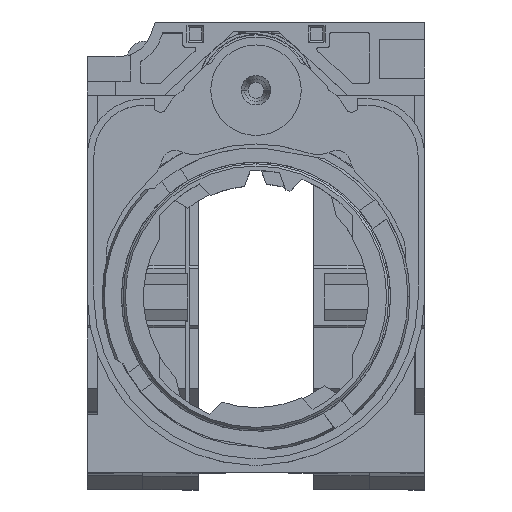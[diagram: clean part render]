
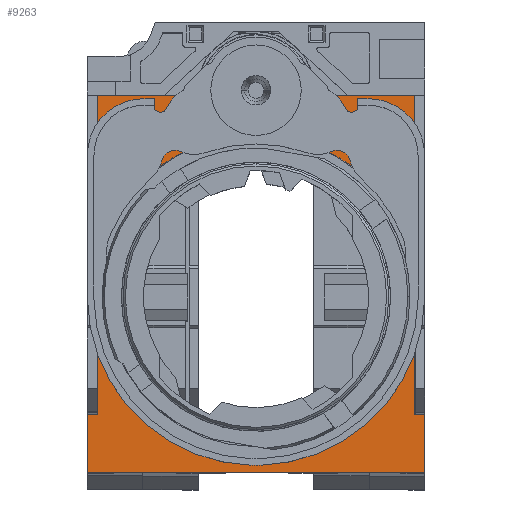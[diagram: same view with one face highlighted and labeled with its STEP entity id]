
A CAD part, top view. The second image highlights one B-rep face of the part: STEP entity #9263.
In plain terms, the highlighted planar face has unit normal (0, 0, 1).
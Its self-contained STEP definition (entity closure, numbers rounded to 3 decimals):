
#9263=ADVANCED_FACE('',(#18805,#18806),#18807,.F.);
#18805=FACE_BOUND('',#28563,.T.);
#18806=FACE_OUTER_BOUND('',#28564,.T.);
#18807=PLANE('',#28565);
#28563=EDGE_LOOP('',(#58220,#58221));
#28564=EDGE_LOOP('',(#58222,#58223,#58224,#58225,#58226,#58227,#58228,#58229,#58230,#58231));
#28565=AXIS2_PLACEMENT_3D('',#58232,#58233,#58234);
#58220=ORIENTED_EDGE('',*,*,#67723,.T.);
#58221=ORIENTED_EDGE('',*,*,#72178,.T.);
#58222=ORIENTED_EDGE('',*,*,#72179,.T.);
#58223=ORIENTED_EDGE('',*,*,#72152,.F.);
#58224=ORIENTED_EDGE('',*,*,#72147,.T.);
#58225=ORIENTED_EDGE('',*,*,#72180,.T.);
#58226=ORIENTED_EDGE('',*,*,#72161,.T.);
#58227=ORIENTED_EDGE('',*,*,#72142,.F.);
#58228=ORIENTED_EDGE('',*,*,#72137,.F.);
#58229=ORIENTED_EDGE('',*,*,#72181,.T.);
#58230=ORIENTED_EDGE('',*,*,#68865,.T.);
#58231=ORIENTED_EDGE('',*,*,#72182,.T.);
#58232=CARTESIAN_POINT('',(14.9,19.85,55.05));
#58233=DIRECTION('',(0.0,0.0,-1.0));
#58234=DIRECTION('',(0.0,1.0,0.0));
#67723=EDGE_CURVE('',#83656,#83660,#83662,.T.);
#68865=EDGE_CURVE('',#85461,#85459,#85462,.T.);
#72137=EDGE_CURVE('',#90264,#90266,#90267,.T.);
#72142=EDGE_CURVE('',#90266,#90272,#90273,.T.);
#72147=EDGE_CURVE('',#90279,#90277,#90280,.T.);
#72152=EDGE_CURVE('',#90279,#90285,#90286,.T.);
#72161=EDGE_CURVE('',#90297,#90272,#90298,.T.);
#72178=EDGE_CURVE('',#83660,#83656,#90324,.T.);
#72179=EDGE_CURVE('',#90325,#90285,#90326,.T.);
#72180=EDGE_CURVE('',#90277,#90297,#90327,.T.);
#72181=EDGE_CURVE('',#90264,#85461,#90328,.T.);
#72182=EDGE_CURVE('',#85459,#90325,#90329,.T.);
#83656=VERTEX_POINT('',#107601);
#83660=VERTEX_POINT('',#107606);
#83662=CIRCLE('',#107609,12.3);
#85459=VERTEX_POINT('',#110092);
#85461=VERTEX_POINT('',#110095);
#85462=CIRCLE('',#110096,5.2);
#90264=VERTEX_POINT('',#116835);
#90266=VERTEX_POINT('',#116838);
#90267=LINE('',#116839,#116840);
#90272=VERTEX_POINT('',#116847);
#90273=LINE('',#116848,#116849);
#90277=VERTEX_POINT('',#116855);
#90279=VERTEX_POINT('',#116858);
#90280=LINE('',#116859,#116860);
#90285=VERTEX_POINT('',#116867);
#90286=LINE('',#116868,#116869);
#90297=VERTEX_POINT('',#116885);
#90298=LINE('',#116886,#116887);
#90324=CIRCLE('',#116923,12.3);
#90325=VERTEX_POINT('',#116924);
#90326=LINE('',#116925,#116926);
#90327=LINE('',#116927,#116928);
#90328=LINE('',#116929,#116930);
#90329=LINE('',#116931,#116932);
#107601=CARTESIAN_POINT('',(14.9,29.3,55.05));
#107606=CARTESIAN_POINT('',(14.9,4.7,55.05));
#107609=AXIS2_PLACEMENT_3D('',#125236,#125237,#125238);
#110092=CARTESIAN_POINT('',(9.719,34.81,55.05));
#110095=CARTESIAN_POINT('',(20.081,34.81,55.05));
#110096=AXIS2_PLACEMENT_3D('',#126616,#126617,#126618);
#116835=CARTESIAN_POINT('',(28.9,34.81,55.05));
#116838=CARTESIAN_POINT('',(28.9,6.591,55.05));
#116839=CARTESIAN_POINT('',(28.9,19.85,55.05));
#116840=VECTOR('',#130645,1.0);
#116847=CARTESIAN_POINT('',(29.8,6.591,55.05));
#116848=CARTESIAN_POINT('',(0.0,6.591,55.05));
#116849=VECTOR('',#130648,1.0);
#116855=CARTESIAN_POINT('',(0.0,1.45,55.05));
#116858=CARTESIAN_POINT('',(0.0,6.591,55.05));
#116859=CARTESIAN_POINT('',(0.0,6.591,55.05));
#116860=VECTOR('',#130652,1.0);
#116867=CARTESIAN_POINT('',(0.9,6.591,55.05));
#116868=CARTESIAN_POINT('',(0.0,6.591,55.05));
#116869=VECTOR('',#130655,1.0);
#116885=CARTESIAN_POINT('',(29.8,1.45,55.05));
#116886=CARTESIAN_POINT('',(29.8,6.591,55.05));
#116887=VECTOR('',#130661,1.0);
#116923=AXIS2_PLACEMENT_3D('',#130681,#130682,#130683);
#116924=CARTESIAN_POINT('',(0.9,34.81,55.05));
#116925=CARTESIAN_POINT('',(0.9,19.85,55.05));
#116926=VECTOR('',#130684,1.0);
#116927=CARTESIAN_POINT('',(0.0,1.45,55.05));
#116928=VECTOR('',#130685,1.0);
#116929=CARTESIAN_POINT('',(14.9,34.81,55.05));
#116930=VECTOR('',#130686,1.0);
#116931=CARTESIAN_POINT('',(14.9,34.81,55.05));
#116932=VECTOR('',#130687,1.0);
#125236=CARTESIAN_POINT('',(14.9,17.0,55.05));
#125237=DIRECTION('',(0.0,0.0,-1.0));
#125238=DIRECTION('',(0.0,1.0,0.0));
#126616=CARTESIAN_POINT('',(14.9,35.25,55.05));
#126617=DIRECTION('',(0.0,0.0,-1.0));
#126618=DIRECTION('',(1.0,0.0,0.0));
#130645=DIRECTION('',(0.0,-1.0,0.0));
#130648=DIRECTION('',(1.0,0.0,0.0));
#130652=DIRECTION('',(0.0,-1.0,0.0));
#130655=DIRECTION('',(1.0,0.0,0.0));
#130661=DIRECTION('',(0.0,1.0,0.0));
#130681=CARTESIAN_POINT('',(14.9,17.0,55.05));
#130682=DIRECTION('',(0.0,0.0,-1.0));
#130683=DIRECTION('',(0.0,1.0,0.0));
#130684=DIRECTION('',(0.0,-1.0,0.0));
#130685=DIRECTION('',(1.0,0.0,0.0));
#130686=DIRECTION('',(-1.0,-0.0,-0.0));
#130687=DIRECTION('',(-1.0,-0.0,-0.0));
